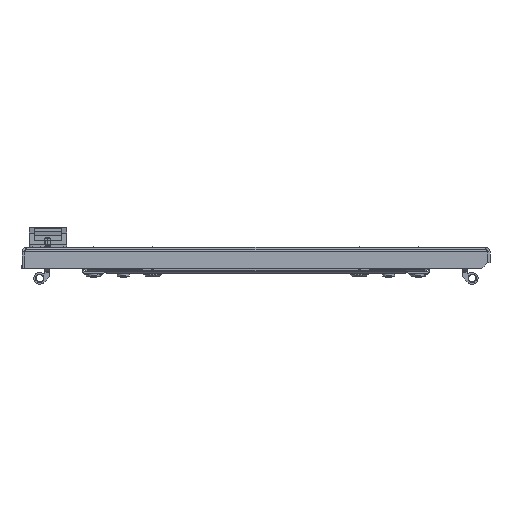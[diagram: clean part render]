
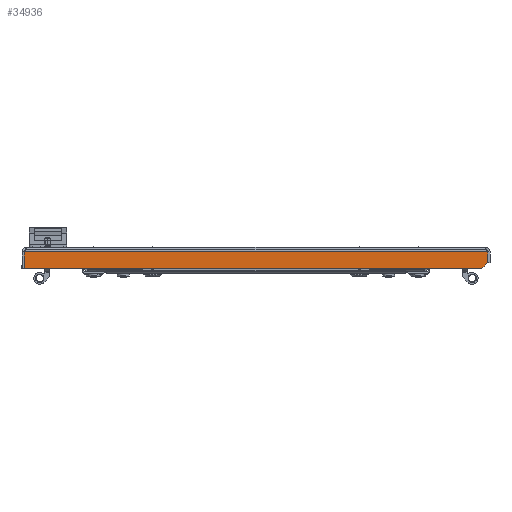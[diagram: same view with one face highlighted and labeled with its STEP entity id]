
A CAD part, front view. The second image highlights one B-rep face of the part: STEP entity #34936.
In plain terms, the highlighted planar face has unit normal (0, -1, 0).
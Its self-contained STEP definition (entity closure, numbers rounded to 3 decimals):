
#642 = EDGE_CURVE ( 'NONE', #10884, #29032, #1279, .T. ) ;
#738 = VECTOR ( 'NONE', #14259, 1000. ) ;
#1279 = LINE ( 'NONE', #7374, #40457 ) ;
#1519 = ORIENTED_EDGE ( 'NONE', *, *, #2877, .T. ) ;
#2877 = EDGE_CURVE ( 'NONE', #29032, #28151, #17086, .T. ) ;
#3199 = DIRECTION ( 'NONE',  ( 1., 0., 0. ) ) ;
#3641 = CARTESIAN_POINT ( 'NONE',  ( -198.4, -992., 0. ) ) ;
#5406 = ORIENTED_EDGE ( 'NONE', *, *, #29020, .F. ) ;
#5668 = CARTESIAN_POINT ( 'NONE',  ( 196.329, -992., -2. ) ) ;
#7374 = CARTESIAN_POINT ( 'NONE',  ( -198.4, -992., -16. ) ) ;
#7438 = DIRECTION ( 'NONE',  ( 0., 0., 1. ) ) ;
#8125 = EDGE_CURVE ( '������14', #38259, #10884, #37475, .T. ) ;
#8218 = LINE ( 'NONE', #25843, #29551 ) ;
#10577 = VECTOR ( 'NONE', #29982, 1000. ) ;
#10884 = VERTEX_POINT ( 'NONE', #17495 ) ;
#10908 = CARTESIAN_POINT ( 'NONE',  ( 196.329, -992., -11. ) ) ;
#14259 = DIRECTION ( 'NONE',  ( 0., 0., -1. ) ) ;
#14360 = DIRECTION ( 'NONE',  ( 0., 1., 0. ) ) ;
#16010 = CARTESIAN_POINT ( 'NONE',  ( -196.329, -992., -2. ) ) ;
#17086 = LINE ( 'NONE', #10908, #10577 ) ;
#17495 = CARTESIAN_POINT ( 'NONE',  ( -196.329, -992., -16. ) ) ;
#17785 = FACE_OUTER_BOUND ( 'NONE', #29084, .T. ) ;
#17907 = CARTESIAN_POINT ( 'NONE',  ( 198.4, -992., -2. ) ) ;
#23134 = CARTESIAN_POINT ( 'NONE',  ( 191.329, -992., -16. ) ) ;
#24258 = DIRECTION ( 'NONE',  ( 0., 0., -1. ) ) ;
#25843 = CARTESIAN_POINT ( 'NONE',  ( 196.329, -992., 0. ) ) ;
#26948 = DIRECTION ( 'NONE',  ( 1., 0., 0. ) ) ;
#28151 = VERTEX_POINT ( 'NONE', #47433 ) ;
#29020 = EDGE_CURVE ( 'NONE', #33155, #28151, #8218, .T. ) ;
#29032 = VERTEX_POINT ( 'NONE', #23134 ) ;
#29084 = EDGE_LOOP ( 'NONE', ( #29317, #1519, #5406, #40377, #29618 ) ) ;
#29317 = ORIENTED_EDGE ( 'NONE', *, *, #642, .T. ) ;
#29551 = VECTOR ( 'NONE', #24258, 1000. ) ;
#29618 = ORIENTED_EDGE ( 'NONE', *, *, #8125, .T. ) ;
#29982 = DIRECTION ( 'NONE',  ( 0.707, 0., 0.707 ) ) ;
#33155 = VERTEX_POINT ( 'NONE', #5668 ) ;
#33571 = EDGE_CURVE ( 'NONE', #38259, #33155, #48004, .T. ) ;
#34936 = ADVANCED_FACE ( '�����12', ( #17785 ), #37122, .F. ) ;
#37122 = PLANE ( 'NONE',  #45360 ) ;
#37475 = LINE ( 'NONE', #44558, #738 ) ;
#38259 = VERTEX_POINT ( 'NONE', #16010 ) ;
#40377 = ORIENTED_EDGE ( 'NONE', *, *, #33571, .F. ) ;
#40457 = VECTOR ( 'NONE', #26948, 1000. ) ;
#44558 = CARTESIAN_POINT ( 'NONE',  ( -196.329, -992., 0. ) ) ;
#45360 = AXIS2_PLACEMENT_3D ( 'NONE', #3641, #14360, #7438 ) ;
#46835 = VECTOR ( 'NONE', #3199, 1000. ) ;
#47433 = CARTESIAN_POINT ( 'NONE',  ( 196.329, -992., -11. ) ) ;
#48004 = LINE ( 'NONE', #17907, #46835 ) ;
